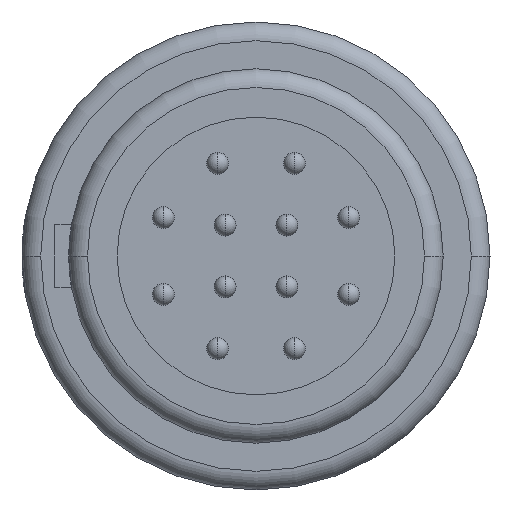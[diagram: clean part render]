
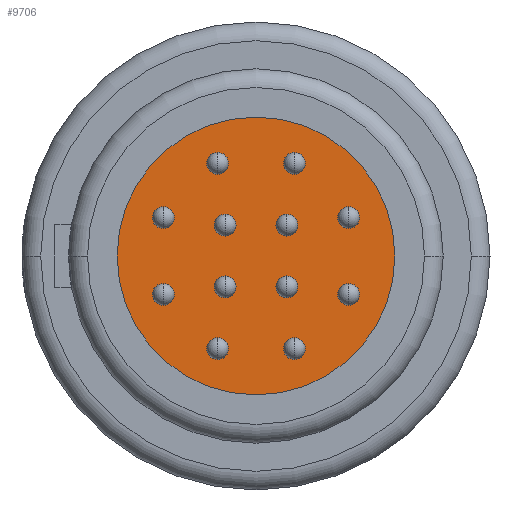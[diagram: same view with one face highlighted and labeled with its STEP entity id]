
A CAD part, left-side view. The second image highlights one B-rep face of the part: STEP entity #9706.
In plain terms, the highlighted planar face has unit normal (-1, 0, 0).
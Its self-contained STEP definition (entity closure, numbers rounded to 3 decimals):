
#3230=CARTESIAN_POINT('',(-2.5,2.97,-1.23));
#3231=DIRECTION('',(-1.,0.,0.));
#3232=DIRECTION('',(0.,0.,-1.));
#3233=AXIS2_PLACEMENT_3D('',#3230,#3231,#3232);
#3238=CARTESIAN_POINT('',(-2.5,2.97,-1.23));
#3239=DIRECTION('',(-1.,0.,0.));
#3240=DIRECTION('',(0.,0.,1.));
#3241=AXIS2_PLACEMENT_3D('',#3238,#3239,#3240);
#3246=CARTESIAN_POINT('',(-2.5,1.23,-2.97));
#3247=DIRECTION('',(-1.,0.,0.));
#3248=DIRECTION('',(0.,0.,1.));
#3249=AXIS2_PLACEMENT_3D('',#3246,#3247,#3248);
#3254=CARTESIAN_POINT('',(-2.5,1.23,-2.97));
#3255=DIRECTION('',(-1.,0.,0.));
#3256=DIRECTION('',(0.,0.,-1.));
#3257=AXIS2_PLACEMENT_3D('',#3254,#3255,#3256);
#3262=CARTESIAN_POINT('',(-2.5,-1.23,-2.97));
#3263=DIRECTION('',(-1.,0.,0.));
#3264=DIRECTION('',(0.,0.,1.));
#3265=AXIS2_PLACEMENT_3D('',#3262,#3263,#3264);
#3270=CARTESIAN_POINT('',(-2.5,-1.23,-2.97));
#3271=DIRECTION('',(-1.,0.,0.));
#3272=DIRECTION('',(0.,0.,-1.));
#3273=AXIS2_PLACEMENT_3D('',#3270,#3271,#3272);
#3278=CARTESIAN_POINT('',(-2.5,-2.97,-1.23));
#3279=DIRECTION('',(-1.,0.,0.));
#3280=DIRECTION('',(0.,0.,1.));
#3281=AXIS2_PLACEMENT_3D('',#3278,#3279,#3280);
#3286=CARTESIAN_POINT('',(-2.5,-2.97,-1.23));
#3287=DIRECTION('',(-1.,0.,0.));
#3288=DIRECTION('',(0.,0.,-1.));
#3289=AXIS2_PLACEMENT_3D('',#3286,#3287,#3288);
#3294=CARTESIAN_POINT('',(-2.5,2.97,1.23));
#3295=DIRECTION('',(-1.,0.,0.));
#3296=DIRECTION('',(0.,0.,-1.));
#3297=AXIS2_PLACEMENT_3D('',#3294,#3295,#3296);
#3302=CARTESIAN_POINT('',(-2.5,2.97,1.23));
#3303=DIRECTION('',(-1.,0.,0.));
#3304=DIRECTION('',(0.,0.,1.));
#3305=AXIS2_PLACEMENT_3D('',#3302,#3303,#3304);
#3310=CARTESIAN_POINT('',(-2.5,-2.97,1.23));
#3311=DIRECTION('',(-1.,0.,0.));
#3312=DIRECTION('',(0.,0.,1.));
#3313=AXIS2_PLACEMENT_3D('',#3310,#3311,#3312);
#3318=CARTESIAN_POINT('',(-2.5,-2.97,1.23));
#3319=DIRECTION('',(-1.,0.,0.));
#3320=DIRECTION('',(0.,0.,-1.));
#3321=AXIS2_PLACEMENT_3D('',#3318,#3319,#3320);
#3326=CARTESIAN_POINT('',(-2.5,-1.23,2.97));
#3327=DIRECTION('',(-1.,0.,0.));
#3328=DIRECTION('',(0.,0.,1.));
#3329=AXIS2_PLACEMENT_3D('',#3326,#3327,#3328);
#3334=CARTESIAN_POINT('',(-2.5,-1.23,2.97));
#3335=DIRECTION('',(-1.,0.,0.));
#3336=DIRECTION('',(0.,0.,-1.));
#3337=AXIS2_PLACEMENT_3D('',#3334,#3335,#3336);
#3342=CARTESIAN_POINT('',(-2.5,1.23,2.97));
#3343=DIRECTION('',(-1.,0.,0.));
#3344=DIRECTION('',(0.,0.,1.));
#3345=AXIS2_PLACEMENT_3D('',#3342,#3343,#3344);
#3350=CARTESIAN_POINT('',(-2.5,1.23,2.97));
#3351=DIRECTION('',(-1.,0.,0.));
#3352=DIRECTION('',(0.,0.,-1.));
#3353=AXIS2_PLACEMENT_3D('',#3350,#3351,#3352);
#3358=CARTESIAN_POINT('',(-2.5,0.99,0.99));
#3359=DIRECTION('',(-1.,0.,0.));
#3360=DIRECTION('',(0.,0.,1.));
#3361=AXIS2_PLACEMENT_3D('',#3358,#3359,#3360);
#3366=CARTESIAN_POINT('',(-2.5,0.99,0.99));
#3367=DIRECTION('',(-1.,0.,0.));
#3368=DIRECTION('',(0.,0.,-1.));
#3369=AXIS2_PLACEMENT_3D('',#3366,#3367,#3368);
#3374=CARTESIAN_POINT('',(-2.5,0.99,-0.99));
#3375=DIRECTION('',(-1.,0.,0.));
#3376=DIRECTION('',(0.,0.,1.));
#3377=AXIS2_PLACEMENT_3D('',#3374,#3375,#3376);
#3382=CARTESIAN_POINT('',(-2.5,0.99,-0.99));
#3383=DIRECTION('',(-1.,0.,0.));
#3384=DIRECTION('',(0.,0.,-1.));
#3385=AXIS2_PLACEMENT_3D('',#3382,#3383,#3384);
#3390=CARTESIAN_POINT('',(-2.5,-0.99,-0.99));
#3391=DIRECTION('',(-1.,0.,0.));
#3392=DIRECTION('',(0.,0.,1.));
#3393=AXIS2_PLACEMENT_3D('',#3390,#3391,#3392);
#3398=CARTESIAN_POINT('',(-2.5,-0.99,-0.99));
#3399=DIRECTION('',(-1.,0.,0.));
#3400=DIRECTION('',(0.,0.,-1.));
#3401=AXIS2_PLACEMENT_3D('',#3398,#3399,#3400);
#3406=CARTESIAN_POINT('',(-2.5,-0.99,0.99));
#3407=DIRECTION('',(-1.,0.,0.));
#3408=DIRECTION('',(0.,0.,1.));
#3409=AXIS2_PLACEMENT_3D('',#3406,#3407,#3408);
#3414=CARTESIAN_POINT('',(-2.5,-0.99,0.99));
#3415=DIRECTION('',(-1.,0.,0.));
#3416=DIRECTION('',(0.,0.,-1.));
#3417=AXIS2_PLACEMENT_3D('',#3414,#3415,#3416);
#3422=CARTESIAN_POINT('',(-2.5,0.,0.));
#3423=DIRECTION('',(1.,0.,0.));
#3424=DIRECTION('',(0.,1.,0.));
#3425=AXIS2_PLACEMENT_3D('',#3422,#3423,#3424);
#3430=CARTESIAN_POINT('',(-2.5,0.,0.));
#3431=DIRECTION('',(1.,0.,0.));
#3432=DIRECTION('',(0.,-1.,0.));
#3433=AXIS2_PLACEMENT_3D('',#3430,#3431,#3432);
#5283=CARTESIAN_POINT('',(-2.5,2.97,-1.58));
#5284=CARTESIAN_POINT('',(-2.5,2.97,-0.88));
#5285=VERTEX_POINT('',#5283);
#5286=VERTEX_POINT('',#5284);
#5287=CARTESIAN_POINT('',(-2.5,1.23,-2.62));
#5288=CARTESIAN_POINT('',(-2.5,1.23,-3.32));
#5289=VERTEX_POINT('',#5287);
#5290=VERTEX_POINT('',#5288);
#5291=CARTESIAN_POINT('',(-2.5,-1.23,-2.62));
#5292=CARTESIAN_POINT('',(-2.5,-1.23,-3.32));
#5293=VERTEX_POINT('',#5291);
#5294=VERTEX_POINT('',#5292);
#5295=CARTESIAN_POINT('',(-2.5,-2.97,-0.88));
#5296=CARTESIAN_POINT('',(-2.5,-2.97,-1.58));
#5297=VERTEX_POINT('',#5295);
#5298=VERTEX_POINT('',#5296);
#5299=CARTESIAN_POINT('',(-2.5,2.97,0.88));
#5300=CARTESIAN_POINT('',(-2.5,2.97,1.58));
#5301=VERTEX_POINT('',#5299);
#5302=VERTEX_POINT('',#5300);
#5303=CARTESIAN_POINT('',(-2.5,-2.97,1.58));
#5304=CARTESIAN_POINT('',(-2.5,-2.97,0.88));
#5305=VERTEX_POINT('',#5303);
#5306=VERTEX_POINT('',#5304);
#5307=CARTESIAN_POINT('',(-2.5,-1.23,3.32));
#5308=CARTESIAN_POINT('',(-2.5,-1.23,2.62));
#5309=VERTEX_POINT('',#5307);
#5310=VERTEX_POINT('',#5308);
#5311=CARTESIAN_POINT('',(-2.5,1.23,3.32));
#5312=CARTESIAN_POINT('',(-2.5,1.23,2.62));
#5313=VERTEX_POINT('',#5311);
#5314=VERTEX_POINT('',#5312);
#5315=CARTESIAN_POINT('',(-2.5,0.99,1.34));
#5316=CARTESIAN_POINT('',(-2.5,0.99,0.64));
#5317=VERTEX_POINT('',#5315);
#5318=VERTEX_POINT('',#5316);
#5319=CARTESIAN_POINT('',(-2.5,0.99,-0.64));
#5320=CARTESIAN_POINT('',(-2.5,0.99,-1.34));
#5321=VERTEX_POINT('',#5319);
#5322=VERTEX_POINT('',#5320);
#5323=CARTESIAN_POINT('',(-2.5,-0.99,-0.64));
#5324=CARTESIAN_POINT('',(-2.5,-0.99,-1.34));
#5325=VERTEX_POINT('',#5323);
#5326=VERTEX_POINT('',#5324);
#5327=CARTESIAN_POINT('',(-2.5,-0.99,1.34));
#5328=CARTESIAN_POINT('',(-2.5,-0.99,0.64));
#5329=VERTEX_POINT('',#5327);
#5330=VERTEX_POINT('',#5328);
#5423=CARTESIAN_POINT('',(-2.5,4.45,0.));
#5424=VERTEX_POINT('',#5423);
#5427=CARTESIAN_POINT('',(-2.5,-4.45,0.));
#5428=VERTEX_POINT('',#5427);
#9625=CARTESIAN_POINT('',(-2.5,0.,0.));
#9626=DIRECTION('',(1.,0.,0.));
#9627=DIRECTION('',(0.,0.,-1.));
#9628=AXIS2_PLACEMENT_3D('',#9625,#9626,#9627);
#9629=PLANE('',#9628);
#9630=ORIENTED_EDGE('',*,*,#9550,.T.);
#9631=ORIENTED_EDGE('',*,*,#9590,.T.);
#9632=EDGE_LOOP('',(#9630,#9631));
#9633=FACE_OUTER_BOUND('',#9632,.F.);
#9635=ORIENTED_EDGE('',*,*,#9634,.T.);
#9637=ORIENTED_EDGE('',*,*,#9636,.T.);
#9638=EDGE_LOOP('',(#9635,#9637));
#9639=FACE_BOUND('',#9638,.F.);
#9641=ORIENTED_EDGE('',*,*,#9640,.T.);
#9643=ORIENTED_EDGE('',*,*,#9642,.T.);
#9644=EDGE_LOOP('',(#9641,#9643));
#9645=FACE_BOUND('',#9644,.F.);
#9647=ORIENTED_EDGE('',*,*,#9646,.T.);
#9649=ORIENTED_EDGE('',*,*,#9648,.T.);
#9650=EDGE_LOOP('',(#9647,#9649));
#9651=FACE_BOUND('',#9650,.F.);
#9653=ORIENTED_EDGE('',*,*,#9652,.T.);
#9655=ORIENTED_EDGE('',*,*,#9654,.T.);
#9656=EDGE_LOOP('',(#9653,#9655));
#9657=FACE_BOUND('',#9656,.F.);
#9659=ORIENTED_EDGE('',*,*,#9658,.T.);
#9661=ORIENTED_EDGE('',*,*,#9660,.T.);
#9662=EDGE_LOOP('',(#9659,#9661));
#9663=FACE_BOUND('',#9662,.F.);
#9665=ORIENTED_EDGE('',*,*,#9664,.T.);
#9667=ORIENTED_EDGE('',*,*,#9666,.T.);
#9668=EDGE_LOOP('',(#9665,#9667));
#9669=FACE_BOUND('',#9668,.F.);
#9671=ORIENTED_EDGE('',*,*,#9670,.T.);
#9673=ORIENTED_EDGE('',*,*,#9672,.T.);
#9674=EDGE_LOOP('',(#9671,#9673));
#9675=FACE_BOUND('',#9674,.F.);
#9677=ORIENTED_EDGE('',*,*,#9676,.T.);
#9679=ORIENTED_EDGE('',*,*,#9678,.T.);
#9680=EDGE_LOOP('',(#9677,#9679));
#9681=FACE_BOUND('',#9680,.F.);
#9683=ORIENTED_EDGE('',*,*,#9682,.T.);
#9685=ORIENTED_EDGE('',*,*,#9684,.T.);
#9686=EDGE_LOOP('',(#9683,#9685));
#9687=FACE_BOUND('',#9686,.F.);
#9689=ORIENTED_EDGE('',*,*,#9688,.T.);
#9691=ORIENTED_EDGE('',*,*,#9690,.T.);
#9692=EDGE_LOOP('',(#9689,#9691));
#9693=FACE_BOUND('',#9692,.F.);
#9695=ORIENTED_EDGE('',*,*,#9694,.T.);
#9697=ORIENTED_EDGE('',*,*,#9696,.T.);
#9698=EDGE_LOOP('',(#9695,#9697));
#9699=FACE_BOUND('',#9698,.F.);
#9701=ORIENTED_EDGE('',*,*,#9700,.T.);
#9703=ORIENTED_EDGE('',*,*,#9702,.T.);
#9704=EDGE_LOOP('',(#9701,#9703));
#9705=FACE_BOUND('',#9704,.F.);
#3234=CIRCLE('',#3233,0.35);
#3242=CIRCLE('',#3241,0.35);
#3250=CIRCLE('',#3249,0.35);
#3258=CIRCLE('',#3257,0.35);
#3266=CIRCLE('',#3265,0.35);
#3274=CIRCLE('',#3273,0.35);
#3282=CIRCLE('',#3281,0.35);
#3290=CIRCLE('',#3289,0.35);
#3298=CIRCLE('',#3297,0.35);
#3306=CIRCLE('',#3305,0.35);
#3314=CIRCLE('',#3313,0.35);
#3322=CIRCLE('',#3321,0.35);
#3330=CIRCLE('',#3329,0.35);
#3338=CIRCLE('',#3337,0.35);
#3346=CIRCLE('',#3345,0.35);
#3354=CIRCLE('',#3353,0.35);
#3362=CIRCLE('',#3361,0.35);
#3370=CIRCLE('',#3369,0.35);
#3378=CIRCLE('',#3377,0.35);
#3386=CIRCLE('',#3385,0.35);
#3394=CIRCLE('',#3393,0.35);
#3402=CIRCLE('',#3401,0.35);
#3410=CIRCLE('',#3409,0.35);
#3418=CIRCLE('',#3417,0.35);
#3426=CIRCLE('',#3425,4.45);
#3434=CIRCLE('',#3433,4.45);
#9550=EDGE_CURVE('',#5424,#5428,#3426,.T.);
#9590=EDGE_CURVE('',#5428,#5424,#3434,.T.);
#9634=EDGE_CURVE('',#5289,#5290,#3250,.T.);
#9636=EDGE_CURVE('',#5290,#5289,#3258,.T.);
#9640=EDGE_CURVE('',#5293,#5294,#3266,.T.);
#9642=EDGE_CURVE('',#5294,#5293,#3274,.T.);
#9646=EDGE_CURVE('',#5297,#5298,#3282,.T.);
#9648=EDGE_CURVE('',#5298,#5297,#3290,.T.);
#9652=EDGE_CURVE('',#5301,#5302,#3298,.T.);
#9654=EDGE_CURVE('',#5302,#5301,#3306,.T.);
#9658=EDGE_CURVE('',#5305,#5306,#3314,.T.);
#9660=EDGE_CURVE('',#5306,#5305,#3322,.T.);
#9664=EDGE_CURVE('',#5309,#5310,#3330,.T.);
#9666=EDGE_CURVE('',#5310,#5309,#3338,.T.);
#9670=EDGE_CURVE('',#5313,#5314,#3346,.T.);
#9672=EDGE_CURVE('',#5314,#5313,#3354,.T.);
#9676=EDGE_CURVE('',#5317,#5318,#3362,.T.);
#9678=EDGE_CURVE('',#5318,#5317,#3370,.T.);
#9682=EDGE_CURVE('',#5321,#5322,#3378,.T.);
#9684=EDGE_CURVE('',#5322,#5321,#3386,.T.);
#9688=EDGE_CURVE('',#5325,#5326,#3394,.T.);
#9690=EDGE_CURVE('',#5326,#5325,#3402,.T.);
#9694=EDGE_CURVE('',#5329,#5330,#3410,.T.);
#9696=EDGE_CURVE('',#5330,#5329,#3418,.T.);
#9700=EDGE_CURVE('',#5285,#5286,#3234,.T.);
#9702=EDGE_CURVE('',#5286,#5285,#3242,.T.);
#9706=ADVANCED_FACE('',(#9633,#9639,#9645,#9651,#9657,#9663,#9669,#9675,#9681,
#9687,#9693,#9699,#9705),#9629,.F.);
